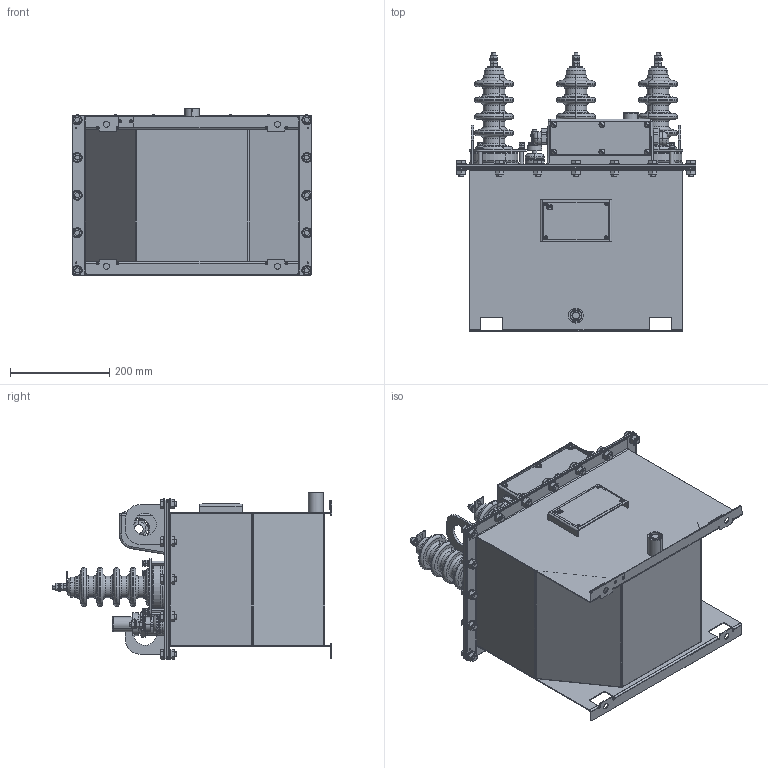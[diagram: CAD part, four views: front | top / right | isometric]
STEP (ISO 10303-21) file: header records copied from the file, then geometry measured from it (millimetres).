
FILE_DESCRIPTION (( 'STEP AP214' ), '1' );
FILE_NAME ('ﾍﾒﾌﾈﾀ-6(10) .STEP', '2024-10-11T10:05:57', ( '' ), ( '' ), 'SwSTEP 2.0', 'SolidWorks 2010', '' );
FILE_SCHEMA (( 'AUTOMOTIVE_DESIGN' ));
Length unit declared in the file: millimetre
Products named in the file (1): ﾍﾒﾌﾈﾀ-6(10) 
Bounding box: 482 x 562.68 x 335.5 mm (x, y, z)
Surface area: 1832676.8 mm2 (no closed solid volume)
Topology: 0 solids, 260 shells, 1857 faces, 5431 edges, 3744 vertices
Faces by surface type: plane 819, cylinder 545, cone 261, torus 201, sphere 17, bspline 14
Entity records: 89283 total; most frequent: CARTESIAN_POINT 20312, DIRECTION 10639, ORIENTED_EDGE 8643, EDGE_CURVE 5429, AXIS2_PLACEMENT_3D 4315, VERTEX_POINT 3744, CIRCLE 2471, EDGE_LOOP 2199
